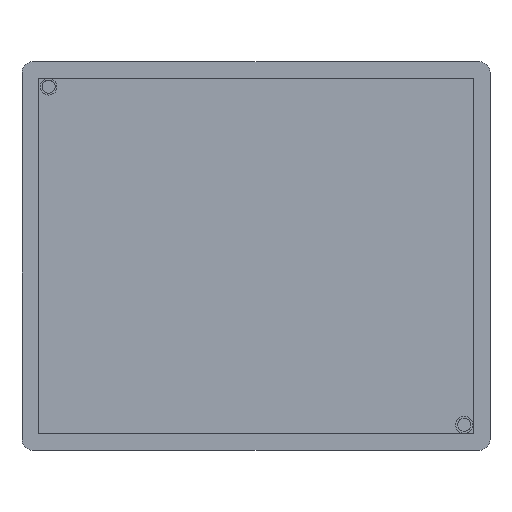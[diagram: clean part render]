
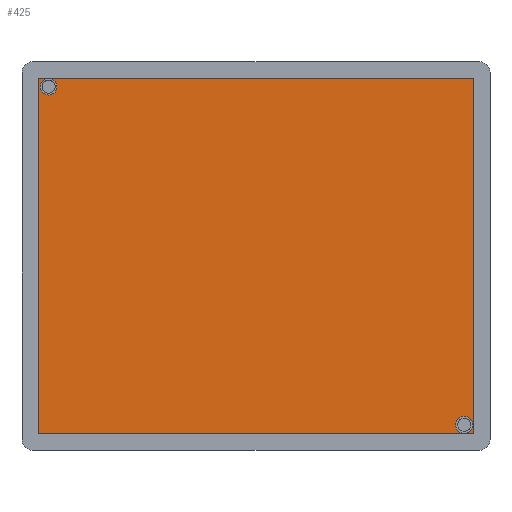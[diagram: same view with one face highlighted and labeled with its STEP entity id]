
A CAD part, top view. The second image highlights one B-rep face of the part: STEP entity #425.
In plain terms, the highlighted planar face has unit normal (0, 0, 1).
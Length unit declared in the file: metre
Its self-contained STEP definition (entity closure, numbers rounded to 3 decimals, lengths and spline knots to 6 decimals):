
#32=CIRCLE('',#474,0.00192);
#33=CIRCLE('',#475,0.001975);
#100=ORIENTED_EDGE('',*,*,#200,.F.);
#101=ORIENTED_EDGE('',*,*,#201,.F.);
#102=ORIENTED_EDGE('',*,*,#169,.F.);
#103=ORIENTED_EDGE('',*,*,#172,.T.);
#104=ORIENTED_EDGE('',*,*,#175,.T.);
#105=ORIENTED_EDGE('',*,*,#178,.F.);
#169=EDGE_CURVE('',#225,#226,#261,.T.);
#172=EDGE_CURVE('',#225,#228,#264,.T.);
#175=EDGE_CURVE('',#228,#230,#267,.T.);
#178=EDGE_CURVE('',#226,#230,#270,.T.);
#200=EDGE_CURVE('',#248,#248,#32,.T.);
#201=EDGE_CURVE('',#249,#249,#33,.T.);
#225=VERTEX_POINT('',#671);
#226=VERTEX_POINT('',#673);
#228=VERTEX_POINT('',#679);
#230=VERTEX_POINT('',#685);
#248=VERTEX_POINT('',#735);
#249=VERTEX_POINT('',#737);
#261=LINE('',#672,#293);
#264=LINE('',#678,#296);
#267=LINE('',#684,#299);
#270=LINE('',#690,#302);
#293=VECTOR('',#525,1.);
#296=VECTOR('',#530,1.);
#299=VECTOR('',#535,1.);
#302=VECTOR('',#540,1.);
#331=EDGE_LOOP('',(#100));
#332=EDGE_LOOP('',(#101));
#333=EDGE_LOOP('',(#102,#103,#104,#105));
#371=FACE_BOUND('',#331,.T.);
#372=FACE_BOUND('',#332,.T.);
#373=FACE_BOUND('',#333,.T.);
#410=PLANE('',#473);
#425=ADVANCED_FACE('',(#371,#372,#373),#410,.T.);
#473=AXIS2_PLACEMENT_3D('',#733,#576,#577);
#474=AXIS2_PLACEMENT_3D('',#734,#578,#579);
#475=AXIS2_PLACEMENT_3D('',#736,#580,#581);
#525=DIRECTION('',(0.,1.,0.));
#530=DIRECTION('',(1.,0.,0.));
#535=DIRECTION('',(0.,1.,0.));
#540=DIRECTION('',(1.,0.,0.));
#576=DIRECTION('',(0.,0.,1.));
#577=DIRECTION('',(1.,0.,0.));
#578=DIRECTION('',(0.,0.,1.));
#579=DIRECTION('',(1.,0.,0.));
#580=DIRECTION('',(0.,0.,1.));
#581=DIRECTION('',(1.,0.,0.));
#671=CARTESIAN_POINT('',(-0.049998,-0.040875,0.002));
#672=CARTESIAN_POINT('',(-0.049998,0.,0.002));
#673=CARTESIAN_POINT('',(-0.049998,0.040875,0.002));
#678=CARTESIAN_POINT('',(0.,-0.040875,0.002));
#679=CARTESIAN_POINT('',(0.049998,-0.040875,0.002));
#684=CARTESIAN_POINT('',(0.049998,0.,0.002));
#685=CARTESIAN_POINT('',(0.049998,0.040875,0.002));
#690=CARTESIAN_POINT('',(0.,0.040875,0.002));
#733=CARTESIAN_POINT('',(0.,0.,0.002));
#734=CARTESIAN_POINT('',(-0.047638,0.038895,0.002));
#735=CARTESIAN_POINT('',(-0.045718,0.038895,0.002));
#736=CARTESIAN_POINT('',(0.047808,-0.038785,0.002));
#737=CARTESIAN_POINT('',(0.049783,-0.038785,0.002));
